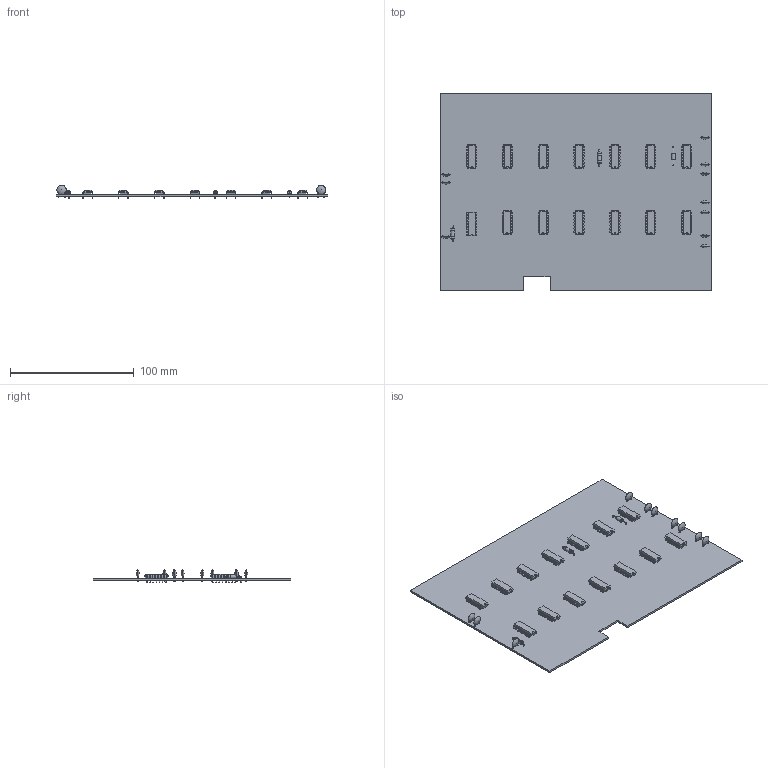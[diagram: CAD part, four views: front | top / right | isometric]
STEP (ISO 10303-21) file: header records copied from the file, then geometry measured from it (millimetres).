
FILE_DESCRIPTION(('KiCad electronic assembly'),'2;1');
FILE_NAME('educ 8 decoder.stp','2021-05-31T18:35:54',('An Author'),( 'A Company'),'Open CASCADE STEP processor 7.5', 'KiCad to STEP converter','Unknown');
FILE_SCHEMA(('AUTOMOTIVE_DESIGN { 1 0 10303 214 1 1 1 1 }'));
Length unit declared in the file: millimetre
Products named in the file (12): Open CASCADE STEP translator 7.5 1; DIP-14_W7.62mm; SOLID; R_Axial_DIN0309_L9.0mm_D3.2mm_P12.70mm_Horizontal; C_Axial_L5.1mm_D3.1mm_P15.00mm_Horizontal; C_Disc_D7.5mm_W2.5mm_P5.00mm; DIP-16_W7.62mm; COMPOUND
Assembly tree (33 placements, depth 3):
  Open CASCADE STEP translator 7.5 1
    DIP-14_W7.62mm  x13
      SOLID
    R_Axial_DIN0309_L9.0mm_D3.2mm_P12.70mm_Horizontal  x2
      SOLID
    C_Axial_L5.1mm_D3.1mm_P15.00mm_Horizontal
      SOLID
    C_Disc_D7.5mm_W2.5mm_P5.00mm  x10
      SOLID
    DIP-16_W7.62mm
      SOLID
    COMPOUND
Bounding box: 220 x 160 x 10.89 mm (x, y, z)
Volume: 61920.2 mm3; surface area: 81131.7 mm2
Topology: 28 solids, 28 shells, 3958 faces, 10773 edges, 6863 vertices
Faces by surface type: plane 2807, cylinder 715, bspline 366, revolution 42, sphere 20, torus 8
Full cylindrical faces by diameter (mm): 0.5 x4, 0.7 x28, 0.8 x204, 1 x20, 2.79 x2, 2.88 x2, 3.1 x1, 3.2 x4
Entity records: 67340 total; most frequent: CARTESIAN_POINT 18312, DIRECTION 8182, LINE 5240, VECTOR 5240, ORIENTED_EDGE 4478, PCURVE 4478, DEFINITIONAL_REPRESENTATION 4478, EDGE_CURVE 2239
